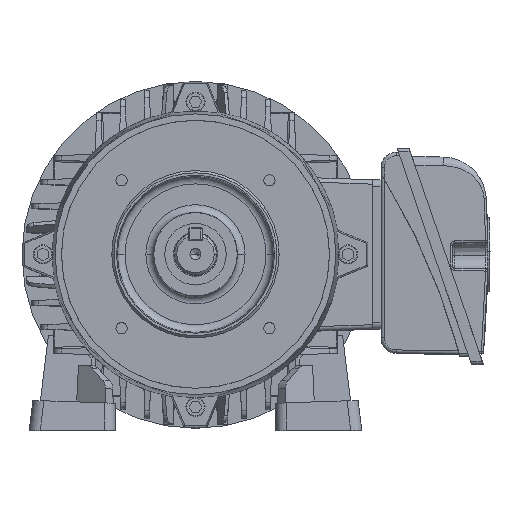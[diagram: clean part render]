
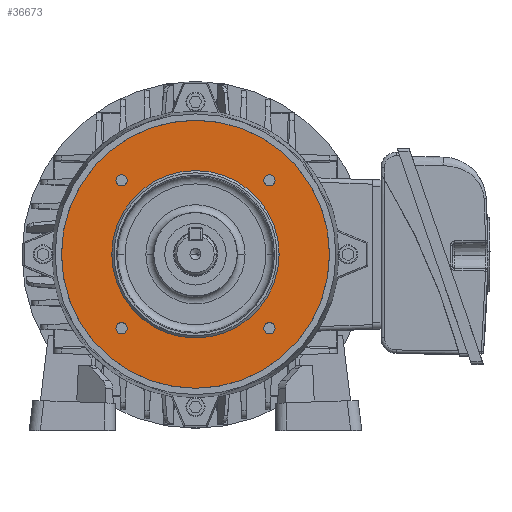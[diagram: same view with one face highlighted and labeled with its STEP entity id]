
A CAD part, top view. The second image highlights one B-rep face of the part: STEP entity #36673.
In plain terms, the highlighted planar face has unit normal (0, 0, 1).
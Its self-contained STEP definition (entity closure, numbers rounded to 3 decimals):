
#562 = CARTESIAN_POINT ( 'NONE',  ( 33.658, -33.658, 7.1 ) ) ;
#1627 = CIRCLE ( 'NONE', #2372, 2.553 ) ;
#2279 = CIRCLE ( 'NONE', #45036, 2.553 ) ;
#2372 = AXIS2_PLACEMENT_3D ( 'NONE', #5540, #29368, #19653 ) ;
#2530 = VERTEX_POINT ( 'NONE', #38537 ) ;
#2892 = EDGE_CURVE ( 'NONE', #28048, #38778, #19021, .T. ) ;
#3403 = AXIS2_PLACEMENT_3D ( 'NONE', #25982, #25788, #6832 ) ;
#3669 = EDGE_CURVE ( 'NONE', #9134, #48325, #36398, .T. ) ;
#5540 = CARTESIAN_POINT ( 'NONE',  ( 33.658, 33.658, 7.1 ) ) ;
#5559 = CARTESIAN_POINT ( 'NONE',  ( 36.211, -33.658, 7.1 ) ) ;
#5632 = EDGE_CURVE ( 'NONE', #44358, #49934, #2279, .T. ) ;
#6702 = DIRECTION ( 'NONE',  ( 0., 0., 1. ) ) ;
#6751 = DIRECTION ( 'NONE',  ( 0., 0., 1. ) ) ;
#6832 = DIRECTION ( 'NONE',  ( 1., 0., 0. ) ) ;
#6935 = CARTESIAN_POINT ( 'NONE',  ( -61.026, 0., 7.1 ) ) ;
#7135 = DIRECTION ( 'NONE',  ( 1., 0., 0. ) ) ;
#7531 = FACE_BOUND ( 'NONE', #55955, .T. ) ;
#8238 = PLANE ( 'NONE',  #52001 ) ;
#8918 = ORIENTED_EDGE ( 'NONE', *, *, #13634, .T. ) ;
#9134 = VERTEX_POINT ( 'NONE', #10171 ) ;
#10171 = CARTESIAN_POINT ( 'NONE',  ( 61.026, 0., 7.1 ) ) ;
#12148 = CIRCLE ( 'NONE', #59338, 38.1 ) ;
#12206 = ORIENTED_EDGE ( 'NONE', *, *, #13878, .F. ) ;
#12642 = FACE_BOUND ( 'NONE', #56008, .T. ) ;
#13455 = CARTESIAN_POINT ( 'NONE',  ( 38.1, 0., 7.1 ) ) ;
#13634 = EDGE_CURVE ( 'NONE', #53121, #14852, #24427, .T. ) ;
#13878 = EDGE_CURVE ( 'NONE', #51630, #2530, #22992, .T. ) ;
#14472 = DIRECTION ( 'NONE',  ( 0., 0., 1. ) ) ;
#14530 = CARTESIAN_POINT ( 'NONE',  ( 0., 0., 7.1 ) ) ;
#14701 = CARTESIAN_POINT ( 'NONE',  ( 31.106, 33.658, 7.1 ) ) ;
#14852 = VERTEX_POINT ( 'NONE', #13455 ) ;
#15074 = DIRECTION ( 'NONE',  ( 0., 0., -1. ) ) ;
#15429 = DIRECTION ( 'NONE',  ( 0., 0., 1. ) ) ;
#16382 = DIRECTION ( 'NONE',  ( 0., 0., 1. ) ) ;
#17097 = EDGE_CURVE ( 'NONE', #43341, #25738, #38629, .T. ) ;
#18324 = DIRECTION ( 'NONE',  ( -1., 0., 0. ) ) ;
#18484 = CARTESIAN_POINT ( 'NONE',  ( -38.1, 0., 7.1 ) ) ;
#19021 = CIRCLE ( 'NONE', #25665, 2.553 ) ;
#19653 = DIRECTION ( 'NONE',  ( 1., 0., 0. ) ) ;
#19998 = DIRECTION ( 'NONE',  ( 1., 0., 0. ) ) ;
#20931 = EDGE_LOOP ( 'NONE', ( #57540, #24861 ) ) ;
#21622 = CARTESIAN_POINT ( 'NONE',  ( 31.106, -33.658, 7.1 ) ) ;
#21957 = DIRECTION ( 'NONE',  ( 1., 0., 0. ) ) ;
#22363 = CARTESIAN_POINT ( 'NONE',  ( -33.658, 33.658, 7.1 ) ) ;
#22720 = AXIS2_PLACEMENT_3D ( 'NONE', #14530, #48349, #28556 ) ;
#22992 = CIRCLE ( 'NONE', #57542, 2.553 ) ;
#24427 = CIRCLE ( 'NONE', #41911, 38.1 ) ;
#24838 = DIRECTION ( 'NONE',  ( 0., 0., 1. ) ) ;
#24861 = ORIENTED_EDGE ( 'NONE', *, *, #30431, .F. ) ;
#25038 = FACE_OUTER_BOUND ( 'NONE', #55851, .T. ) ;
#25470 = AXIS2_PLACEMENT_3D ( 'NONE', #58741, #54185, #53777 ) ;
#25665 = AXIS2_PLACEMENT_3D ( 'NONE', #562, #14472, #47101 ) ;
#25738 = VERTEX_POINT ( 'NONE', #14701 ) ;
#25788 = DIRECTION ( 'NONE',  ( 0., 0., 1. ) ) ;
#25982 = CARTESIAN_POINT ( 'NONE',  ( 33.658, -33.658, 7.1 ) ) ;
#26495 = CARTESIAN_POINT ( 'NONE',  ( -31.106, -33.658, 7.1 ) ) ;
#27252 = DIRECTION ( 'NONE',  ( 0., 0., -1. ) ) ;
#27590 = AXIS2_PLACEMENT_3D ( 'NONE', #53111, #15429, #43555 ) ;
#27954 = FACE_BOUND ( 'NONE', #20931, .T. ) ;
#28048 = VERTEX_POINT ( 'NONE', #5559 ) ;
#28372 = EDGE_LOOP ( 'NONE', ( #12206, #56821 ) ) ;
#28556 = DIRECTION ( 'NONE',  ( 1., 0., 0. ) ) ;
#28559 = EDGE_CURVE ( 'NONE', #2530, #51630, #51723, .T. ) ;
#29368 = DIRECTION ( 'NONE',  ( 0., 0., 1. ) ) ;
#30409 = ORIENTED_EDGE ( 'NONE', *, *, #35438, .T. ) ;
#30431 = EDGE_CURVE ( 'NONE', #38778, #28048, #50769, .T. ) ;
#32368 = FACE_BOUND ( 'NONE', #28372, .T. ) ;
#33313 = ORIENTED_EDGE ( 'NONE', *, *, #5632, .F. ) ;
#33357 = ORIENTED_EDGE ( 'NONE', *, *, #17097, .F. ) ;
#33666 = AXIS2_PLACEMENT_3D ( 'NONE', #44031, #6702, #39291 ) ;
#33810 = DIRECTION ( 'NONE',  ( -1., 0., 0. ) ) ;
#34624 = ORIENTED_EDGE ( 'NONE', *, *, #3669, .T. ) ;
#35438 = EDGE_CURVE ( 'NONE', #14852, #53121, #12148, .T. ) ;
#35552 = AXIS2_PLACEMENT_3D ( 'NONE', #43615, #24838, #19998 ) ;
#35724 = CIRCLE ( 'NONE', #25470, 2.553 ) ;
#36398 = CIRCLE ( 'NONE', #22720, 61.026 ) ;
#36673 = ADVANCED_FACE ( 'NONE', ( #32368, #45474, #27954, #12642, #7531, #25038 ), #8238, .T. ) ;
#38134 = EDGE_CURVE ( 'NONE', #25738, #43341, #1627, .T. ) ;
#38537 = CARTESIAN_POINT ( 'NONE',  ( -36.211, 33.658, 7.1 ) ) ;
#38629 = CIRCLE ( 'NONE', #27590, 2.553 ) ;
#38778 = VERTEX_POINT ( 'NONE', #21622 ) ;
#39291 = DIRECTION ( 'NONE',  ( 1., 0., 0. ) ) ;
#40344 = EDGE_LOOP ( 'NONE', ( #33357, #51227 ) ) ;
#40569 = CARTESIAN_POINT ( 'NONE',  ( 36.211, 33.658, 7.1 ) ) ;
#41911 = AXIS2_PLACEMENT_3D ( 'NONE', #52164, #15074, #33810 ) ;
#42234 = ORIENTED_EDGE ( 'NONE', *, *, #56593, .T. ) ;
#42249 = ORIENTED_EDGE ( 'NONE', *, *, #46528, .F. ) ;
#42946 = CARTESIAN_POINT ( 'NONE',  ( -36.211, -33.658, 7.1 ) ) ;
#43341 = VERTEX_POINT ( 'NONE', #40569 ) ;
#43555 = DIRECTION ( 'NONE',  ( 1., 0., 0. ) ) ;
#43615 = CARTESIAN_POINT ( 'NONE',  ( -33.658, 33.658, 7.1 ) ) ;
#43655 = CARTESIAN_POINT ( 'NONE',  ( -33.658, -33.658, 7.1 ) ) ;
#44031 = CARTESIAN_POINT ( 'NONE',  ( 0., 0., 7.1 ) ) ;
#44358 = VERTEX_POINT ( 'NONE', #42946 ) ;
#45036 = AXIS2_PLACEMENT_3D ( 'NONE', #43655, #6751, #7135 ) ;
#45474 = FACE_BOUND ( 'NONE', #40344, .T. ) ;
#46528 = EDGE_CURVE ( 'NONE', #49934, #44358, #35724, .T. ) ;
#47101 = DIRECTION ( 'NONE',  ( 1., 0., 0. ) ) ;
#47436 = CARTESIAN_POINT ( 'NONE',  ( -31.106, 33.658, 7.1 ) ) ;
#48325 = VERTEX_POINT ( 'NONE', #6935 ) ;
#48349 = DIRECTION ( 'NONE',  ( 0., 0., 1. ) ) ;
#49752 = CIRCLE ( 'NONE', #33666, 61.026 ) ;
#49934 = VERTEX_POINT ( 'NONE', #26495 ) ;
#50518 = CARTESIAN_POINT ( 'NONE',  ( 0., 0., 7.1 ) ) ;
#50769 = CIRCLE ( 'NONE', #3403, 2.553 ) ;
#51227 = ORIENTED_EDGE ( 'NONE', *, *, #38134, .F. ) ;
#51630 = VERTEX_POINT ( 'NONE', #47436 ) ;
#51723 = CIRCLE ( 'NONE', #35552, 2.553 ) ;
#52001 = AXIS2_PLACEMENT_3D ( 'NONE', #54936, #16382, #53451 ) ;
#52164 = CARTESIAN_POINT ( 'NONE',  ( 0., 0., 7.1 ) ) ;
#53111 = CARTESIAN_POINT ( 'NONE',  ( 33.658, 33.658, 7.1 ) ) ;
#53121 = VERTEX_POINT ( 'NONE', #18484 ) ;
#53451 = DIRECTION ( 'NONE',  ( 1., 0., 0. ) ) ;
#53777 = DIRECTION ( 'NONE',  ( 1., 0., 0. ) ) ;
#54185 = DIRECTION ( 'NONE',  ( 0., 0., 1. ) ) ;
#54936 = CARTESIAN_POINT ( 'NONE',  ( 0., -70., 7.1 ) ) ;
#55851 = EDGE_LOOP ( 'NONE', ( #42234, #34624 ) ) ;
#55955 = EDGE_LOOP ( 'NONE', ( #8918, #30409 ) ) ;
#56008 = EDGE_LOOP ( 'NONE', ( #42249, #33313 ) ) ;
#56593 = EDGE_CURVE ( 'NONE', #48325, #9134, #49752, .T. ) ;
#56821 = ORIENTED_EDGE ( 'NONE', *, *, #28559, .F. ) ;
#57540 = ORIENTED_EDGE ( 'NONE', *, *, #2892, .F. ) ;
#57542 = AXIS2_PLACEMENT_3D ( 'NONE', #22363, #59496, #21957 ) ;
#58741 = CARTESIAN_POINT ( 'NONE',  ( -33.658, -33.658, 7.1 ) ) ;
#59338 = AXIS2_PLACEMENT_3D ( 'NONE', #50518, #27252, #18324 ) ;
#59496 = DIRECTION ( 'NONE',  ( 0., 0., 1. ) ) ;
